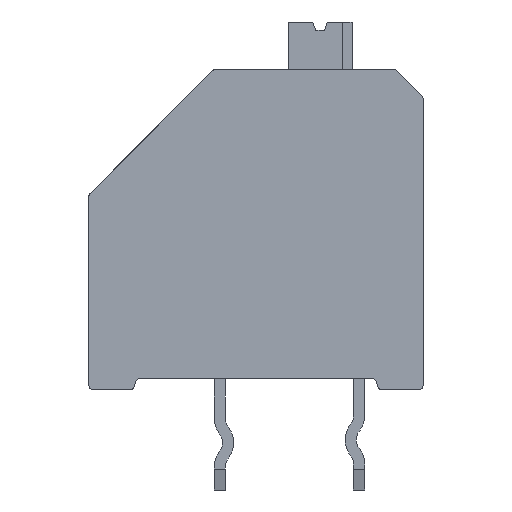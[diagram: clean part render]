
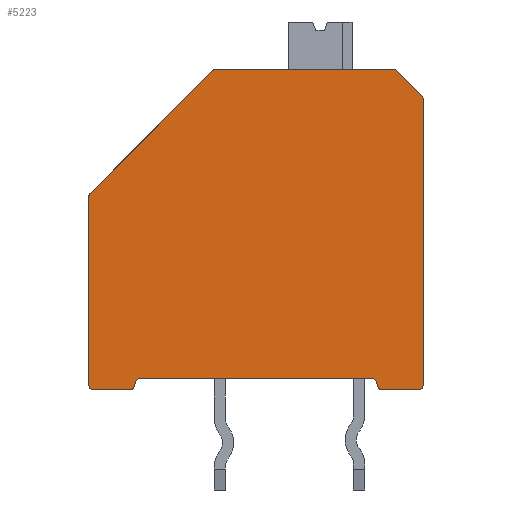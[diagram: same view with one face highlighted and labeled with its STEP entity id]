
A CAD part, front view. The second image highlights one B-rep face of the part: STEP entity #5223.
In plain terms, the highlighted planar face has unit normal (0, -1, 0).
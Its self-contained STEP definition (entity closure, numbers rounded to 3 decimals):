
#183=CIRCLE('',#5415,0.17);
#184=CIRCLE('',#5417,0.17);
#185=CIRCLE('',#5420,0.17);
#186=CIRCLE('',#5423,0.17);
#187=CIRCLE('',#5425,0.17);
#190=CIRCLE('',#5431,0.17);
#203=CIRCLE('',#5469,0.17);
#204=CIRCLE('',#5477,0.17);
#207=CIRCLE('',#5483,0.17);
#212=CIRCLE('',#5500,0.17);
#603=ORIENTED_EDGE('',*,*,#1476,.F.);
#604=ORIENTED_EDGE('',*,*,#1488,.T.);
#605=ORIENTED_EDGE('',*,*,#1508,.T.);
#606=ORIENTED_EDGE('',*,*,#1496,.F.);
#607=ORIENTED_EDGE('',*,*,#1585,.T.);
#608=ORIENTED_EDGE('',*,*,#1588,.F.);
#609=ORIENTED_EDGE('',*,*,#1587,.T.);
#610=ORIENTED_EDGE('',*,*,#1492,.T.);
#611=ORIENTED_EDGE('',*,*,#1485,.F.);
#612=ORIENTED_EDGE('',*,*,#1570,.T.);
#613=ORIENTED_EDGE('',*,*,#1571,.T.);
#614=ORIENTED_EDGE('',*,*,#1479,.T.);
#615=ORIENTED_EDGE('',*,*,#1497,.F.);
#616=ORIENTED_EDGE('',*,*,#1482,.T.);
#617=ORIENTED_EDGE('',*,*,#1611,.F.);
#618=ORIENTED_EDGE('',*,*,#1616,.T.);
#619=ORIENTED_EDGE('',*,*,#1573,.F.);
#620=ORIENTED_EDGE('',*,*,#1593,.T.);
#621=ORIENTED_EDGE('',*,*,#1546,.T.);
#622=ORIENTED_EDGE('',*,*,#1502,.T.);
#1476=EDGE_CURVE('',#2033,#2034,#2395,.T.);
#1479=EDGE_CURVE('',#2036,#2035,#183,.T.);
#1482=EDGE_CURVE('',#2038,#2037,#184,.T.);
#1485=EDGE_CURVE('',#2039,#2040,#2402,.T.);
#1488=EDGE_CURVE('',#2033,#2041,#185,.T.);
#1492=EDGE_CURVE('',#2044,#2040,#186,.T.);
#1496=EDGE_CURVE('',#2046,#2045,#187,.T.);
#1497=EDGE_CURVE('',#2038,#2035,#2411,.T.);
#1502=EDGE_CURVE('',#2051,#2034,#190,.T.);
#1508=EDGE_CURVE('',#2041,#2045,#2417,.T.);
#1546=EDGE_CURVE('',#2084,#2051,#2448,.T.);
#1570=EDGE_CURVE('',#2039,#2100,#203,.T.);
#1571=EDGE_CURVE('',#2100,#2036,#2461,.T.);
#1573=EDGE_CURVE('',#2101,#2102,#2463,.T.);
#1585=EDGE_CURVE('',#2046,#2108,#2475,.T.);
#1587=EDGE_CURVE('',#2109,#2044,#2477,.T.);
#1588=EDGE_CURVE('',#2109,#2108,#204,.T.);
#1593=EDGE_CURVE('',#2101,#2084,#207,.T.);
#1611=EDGE_CURVE('',#2117,#2037,#2491,.T.);
#1616=EDGE_CURVE('',#2117,#2102,#212,.T.);
#2033=VERTEX_POINT('',#7034);
#2034=VERTEX_POINT('',#7036);
#2035=VERTEX_POINT('',#7040);
#2036=VERTEX_POINT('',#7042);
#2037=VERTEX_POINT('',#7046);
#2038=VERTEX_POINT('',#7048);
#2039=VERTEX_POINT('',#7052);
#2040=VERTEX_POINT('',#7054);
#2041=VERTEX_POINT('',#7058);
#2044=VERTEX_POINT('',#7068);
#2045=VERTEX_POINT('',#7072);
#2046=VERTEX_POINT('',#7074);
#2051=VERTEX_POINT('',#7089);
#2084=VERTEX_POINT('',#7179);
#2100=VERTEX_POINT('',#7248);
#2101=VERTEX_POINT('',#7254);
#2102=VERTEX_POINT('',#7256);
#2108=VERTEX_POINT('',#7276);
#2109=VERTEX_POINT('',#7280);
#2117=VERTEX_POINT('',#7325);
#2395=LINE('',#7035,#2769);
#2402=LINE('',#7053,#2776);
#2411=LINE('',#7077,#2785);
#2417=LINE('',#7101,#2791);
#2448=LINE('',#7178,#2822);
#2461=LINE('',#7251,#2835);
#2463=LINE('',#7255,#2837);
#2475=LINE('',#7277,#2849);
#2477=LINE('',#7281,#2851);
#2491=LINE('',#7326,#2865);
#2769=VECTOR('',#5848,1000.);
#2776=VECTOR('',#5865,1000.);
#2785=VECTOR('',#5890,1000.);
#2791=VECTOR('',#5914,1000.);
#2822=VECTOR('',#5981,1000.);
#2835=VECTOR('',#6028,1000.);
#2837=VECTOR('',#6032,1000.);
#2849=VECTOR('',#6050,1000.);
#2851=VECTOR('',#6054,1000.);
#2865=VECTOR('',#6114,1000.);
#3179=EDGE_LOOP('',(#603,#604,#605,#606,#607,#608,#609,#610,#611,#612,#613,
#614,#615,#616,#617,#618,#619,#620,#621,#622));
#3403=FACE_BOUND('',#3179,.T.);
#3605=PLANE('',#5499);
#5223=ADVANCED_FACE('',(#3403),#3605,.T.);
#5415=AXIS2_PLACEMENT_3D('',#7041,#5853,#5854);
#5417=AXIS2_PLACEMENT_3D('',#7047,#5859,#5860);
#5420=AXIS2_PLACEMENT_3D('',#7059,#5870,#5871);
#5423=AXIS2_PLACEMENT_3D('',#7067,#5879,#5880);
#5425=AXIS2_PLACEMENT_3D('',#7075,#5886,#5887);
#5431=AXIS2_PLACEMENT_3D('',#7088,#5901,#5902);
#5469=AXIS2_PLACEMENT_3D('',#7249,#6024,#6025);
#5477=AXIS2_PLACEMENT_3D('',#7283,#6057,#6058);
#5483=AXIS2_PLACEMENT_3D('',#7291,#6071,#6072);
#5499=AXIS2_PLACEMENT_3D('',#7333,#6119,#6120);
#5500=AXIS2_PLACEMENT_3D('',#7334,#6121,#6122);
#5848=DIRECTION('',(-1.,0.,0.));
#5853=DIRECTION('',(0.,-1.,0.));
#5854=DIRECTION('',(0.,0.,-1.));
#5859=DIRECTION('',(0.,-1.,0.));
#5860=DIRECTION('',(0.,0.,-1.));
#5865=DIRECTION('',(-1.,0.,0.));
#5870=DIRECTION('',(0.,-1.,0.));
#5871=DIRECTION('',(0.,0.,-1.));
#5879=DIRECTION('',(0.,-1.,0.));
#5880=DIRECTION('',(0.,0.,-1.));
#5886=DIRECTION('',(0.,-1.,0.));
#5887=DIRECTION('',(0.,0.,-1.));
#5890=DIRECTION('',(0.707,0.,-0.707));
#5901=DIRECTION('',(0.,-1.,0.));
#5902=DIRECTION('',(0.,0.,-1.));
#5914=DIRECTION('',(0.259,0.,0.966));
#5981=DIRECTION('',(0.,0.,-1.));
#6024=DIRECTION('',(0.,-1.,0.));
#6025=DIRECTION('',(0.,0.,-1.));
#6028=DIRECTION('',(0.,0.,1.));
#6032=DIRECTION('',(0.707,0.,0.707));
#6050=DIRECTION('',(1.,0.,0.));
#6054=DIRECTION('',(0.259,0.,-0.966));
#6057=DIRECTION('',(0.,-1.,0.));
#6058=DIRECTION('',(0.,0.,-1.));
#6071=DIRECTION('',(0.,-1.,0.));
#6072=DIRECTION('',(0.,0.,-1.));
#6114=DIRECTION('',(1.,0.,0.));
#6119=DIRECTION('',(0.,-1.,0.));
#6120=DIRECTION('',(0.,0.,-1.));
#6121=DIRECTION('',(0.,-1.,0.));
#6122=DIRECTION('',(0.,0.,-1.));
#7034=CARTESIAN_POINT('',(1.47,-5.31,-0.17));
#7035=CARTESIAN_POINT('',(6.,-5.31,-0.17));
#7036=CARTESIAN_POINT('',(0.17,-5.31,-0.17));
#7040=CARTESIAN_POINT('',(11.95,-5.31,10.38));
#7041=CARTESIAN_POINT('',(11.83,-5.31,10.26));
#7042=CARTESIAN_POINT('',(12.,-5.31,10.26));
#7046=CARTESIAN_POINT('',(10.93,-5.31,11.33));
#7047=CARTESIAN_POINT('',(10.93,-5.31,11.16));
#7048=CARTESIAN_POINT('',(11.05,-5.31,11.28));
#7052=CARTESIAN_POINT('',(11.83,-5.31,-0.17));
#7053=CARTESIAN_POINT('',(6.,-5.31,-0.17));
#7054=CARTESIAN_POINT('',(10.53,-5.31,-0.17));
#7058=CARTESIAN_POINT('',(1.634,-5.31,-0.044));
#7059=CARTESIAN_POINT('',(1.47,-5.31,0.));
#7067=CARTESIAN_POINT('',(10.53,-5.31,0.));
#7068=CARTESIAN_POINT('',(10.366,-5.31,-0.044));
#7072=CARTESIAN_POINT('',(1.673,-5.31,0.104));
#7074=CARTESIAN_POINT('',(1.838,-5.31,0.23));
#7075=CARTESIAN_POINT('',(1.838,-5.31,0.06));
#7077=CARTESIAN_POINT('',(11.5,-5.31,10.83));
#7088=CARTESIAN_POINT('',(0.17,-5.31,0.));
#7089=CARTESIAN_POINT('',(0.,-5.31,0.));
#7101=CARTESIAN_POINT('',(1.707,-5.31,0.23));
#7178=CARTESIAN_POINT('',(0.,-5.31,13.03));
#7179=CARTESIAN_POINT('',(0.,-5.31,6.76));
#7248=CARTESIAN_POINT('',(12.,-5.31,0.));
#7249=CARTESIAN_POINT('',(11.83,-5.31,0.));
#7251=CARTESIAN_POINT('',(12.,-5.31,-3.77));
#7254=CARTESIAN_POINT('',(0.05,-5.31,6.88));
#7255=CARTESIAN_POINT('',(1.847,-5.31,8.677));
#7256=CARTESIAN_POINT('',(4.45,-5.31,11.28));
#7276=CARTESIAN_POINT('',(10.162,-5.31,0.23));
#7277=CARTESIAN_POINT('',(10.493,-5.31,0.23));
#7280=CARTESIAN_POINT('',(10.327,-5.31,0.104));
#7281=CARTESIAN_POINT('',(10.774,-5.31,-1.566));
#7283=CARTESIAN_POINT('',(10.162,-5.31,0.06));
#7291=CARTESIAN_POINT('',(0.17,-5.31,6.76));
#7325=CARTESIAN_POINT('',(4.57,-5.31,11.33));
#7326=CARTESIAN_POINT('',(4.5,-5.31,11.33));
#7333=CARTESIAN_POINT('',(0.,-5.31,0.));
#7334=CARTESIAN_POINT('',(4.57,-5.31,11.16));
